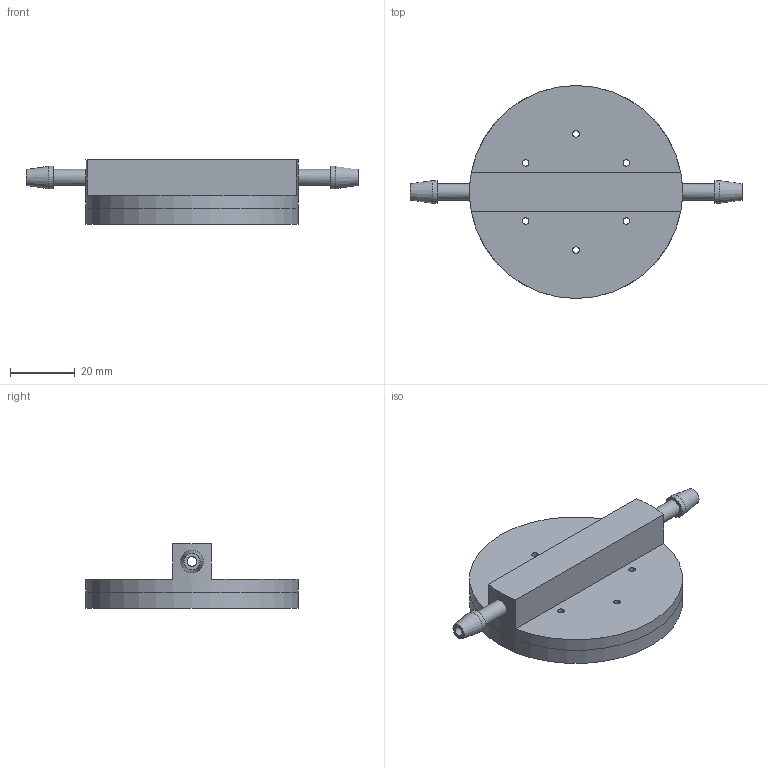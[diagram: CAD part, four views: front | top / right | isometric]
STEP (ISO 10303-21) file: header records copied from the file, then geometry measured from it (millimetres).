
FILE_DESCRIPTION(('FreeCAD Model'),'2;1');
FILE_NAME('Open CASCADE Shape Model','2021-11-23T15:01:37',('Author'),( ''),'Open CASCADE STEP processor 7.4','FreeCAD','Unknown');
FILE_SCHEMA(('AUTOMOTIVE_DESIGN { 1 0 10303 214 1 1 1 1 }'));
Length unit declared in the file: millimetre
Products named in the file (1): Body
Bounding box: 102.9 x 66 x 20 mm (x, y, z)
Volume: 26251.6 mm3; surface area: 13351.8 mm2
Topology: 1 solids, 1 shells, 32 faces, 72 edges, 46 vertices
Faces by surface type: cylinder 18, plane 12, cone 2
Full cylindrical faces by diameter (mm): 2 x6, 3 x4, 5 x2, 7 x2, 10 x1, 56 x1, 66 x2
Entity records: 3282 total; most frequent: CARTESIAN_POINT 1741, DIRECTION 291, ORIENTED_EDGE 144, PCURVE 144, DEFINITIONAL_REPRESENTATION 144, LINE 130, VECTOR 130, EDGE_CURVE 72
